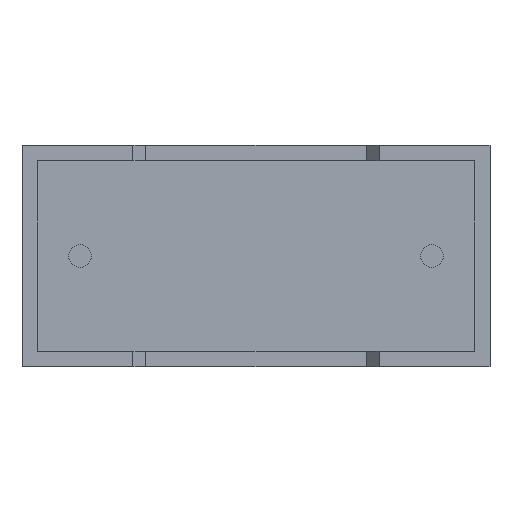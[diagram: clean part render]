
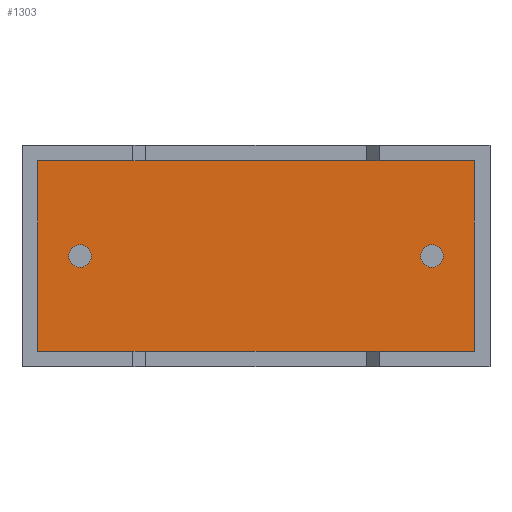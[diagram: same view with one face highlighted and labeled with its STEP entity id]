
A CAD part, front view. The second image highlights one B-rep face of the part: STEP entity #1303.
In plain terms, the highlighted planar face has unit normal (0, -1, 0).
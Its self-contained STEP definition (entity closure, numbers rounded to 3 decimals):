
#76 = EDGE_LOOP ( 'NONE', ( #1936, #1317 ) ) ;
#95 = CIRCLE ( 'NONE', #887, 0.325 ) ;
#123 = ORIENTED_EDGE ( 'NONE', *, *, #845, .T. ) ;
#139 = CIRCLE ( 'NONE', #784, 0.325 ) ;
#172 = DIRECTION ( 'NONE',  ( 0., -1., 0. ) ) ;
#199 = ORIENTED_EDGE ( 'NONE', *, *, #2316, .F. ) ;
#231 = ORIENTED_EDGE ( 'NONE', *, *, #698, .T. ) ;
#350 = CARTESIAN_POINT ( 'NONE',  ( 0.443, 0.75, 0.443 ) ) ;
#368 = CARTESIAN_POINT ( 'NONE',  ( 1.65, 0.75, 3.15 ) ) ;
#391 = AXIS2_PLACEMENT_3D ( 'NONE', #990, #1459, #2618 ) ;
#413 = CARTESIAN_POINT ( 'NONE',  ( 0., 0.75, 0. ) ) ;
#427 = AXIS2_PLACEMENT_3D ( 'NONE', #413, #172, #2770 ) ;
#448 = DIRECTION ( 'NONE',  ( 0., 0., -1. ) ) ;
#461 = CARTESIAN_POINT ( 'NONE',  ( 12.857, 0.75, 0.443 ) ) ;
#500 = VERTEX_POINT ( 'NONE', #2442 ) ;
#653 = CARTESIAN_POINT ( 'NONE',  ( 1.65, 0.75, 3.475 ) ) ;
#695 = LINE ( 'NONE', #461, #1085 ) ;
#698 = EDGE_CURVE ( 'NONE', #2305, #500, #2478, .T. ) ;
#784 = AXIS2_PLACEMENT_3D ( 'NONE', #2567, #1583, #448 ) ;
#845 = EDGE_CURVE ( 'NONE', #969, #858, #913, .T. ) ;
#852 = EDGE_CURVE ( 'NONE', #2135, #1604, #95, .T. ) ;
#858 = VERTEX_POINT ( 'NONE', #2190 ) ;
#887 = AXIS2_PLACEMENT_3D ( 'NONE', #2302, #896, #2051 ) ;
#896 = DIRECTION ( 'NONE',  ( 0., -1., 0. ) ) ;
#913 = LINE ( 'NONE', #1854, #2377 ) ;
#926 = VECTOR ( 'NONE', #1294, 1000. ) ;
#969 = VERTEX_POINT ( 'NONE', #2589 ) ;
#990 = CARTESIAN_POINT ( 'NONE',  ( 11.65, 0.75, 3.15 ) ) ;
#1052 = LINE ( 'NONE', #1273, #926 ) ;
#1070 = CARTESIAN_POINT ( 'NONE',  ( 11.65, 0.75, 3.475 ) ) ;
#1085 = VECTOR ( 'NONE', #2117, 1000. ) ;
#1147 = FACE_OUTER_BOUND ( 'NONE', #2022, .T. ) ;
#1158 = PLANE ( 'NONE',  #427 ) ;
#1255 = VERTEX_POINT ( 'NONE', #653 ) ;
#1273 = CARTESIAN_POINT ( 'NONE',  ( 0.443, 0.75, 5.857 ) ) ;
#1294 = DIRECTION ( 'NONE',  ( 0., 0., -1. ) ) ;
#1303 = ADVANCED_FACE ( 'NONE', ( #2559, #1147, #2986 ), #1158, .T. ) ;
#1317 = ORIENTED_EDGE ( 'NONE', *, *, #2058, .F. ) ;
#1332 = DIRECTION ( 'NONE',  ( 0., -1., 0. ) ) ;
#1443 = ORIENTED_EDGE ( 'NONE', *, *, #2569, .T. ) ;
#1459 = DIRECTION ( 'NONE',  ( 0., -1., 0. ) ) ;
#1470 = AXIS2_PLACEMENT_3D ( 'NONE', #368, #1332, #1755 ) ;
#1500 = EDGE_CURVE ( 'NONE', #858, #2305, #1052, .T. ) ;
#1546 = EDGE_LOOP ( 'NONE', ( #2391, #199 ) ) ;
#1581 = DIRECTION ( 'NONE',  ( -1., 0., 0. ) ) ;
#1583 = DIRECTION ( 'NONE',  ( 0., -1., 0. ) ) ;
#1604 = VERTEX_POINT ( 'NONE', #2681 ) ;
#1617 = CIRCLE ( 'NONE', #391, 0.325 ) ;
#1755 = DIRECTION ( 'NONE',  ( 0., 0., -1. ) ) ;
#1854 = CARTESIAN_POINT ( 'NONE',  ( 12.857, 0.75, 5.857 ) ) ;
#1936 = ORIENTED_EDGE ( 'NONE', *, *, #2530, .F. ) ;
#2001 = DIRECTION ( 'NONE',  ( 1., 0., 0. ) ) ;
#2022 = EDGE_LOOP ( 'NONE', ( #2204, #231, #1443, #123 ) ) ;
#2051 = DIRECTION ( 'NONE',  ( 0., 0., -1. ) ) ;
#2056 = VERTEX_POINT ( 'NONE', #2286 ) ;
#2058 = EDGE_CURVE ( 'NONE', #2056, #1255, #2108, .T. ) ;
#2108 = CIRCLE ( 'NONE', #1470, 0.325 ) ;
#2117 = DIRECTION ( 'NONE',  ( 0., 0., 1. ) ) ;
#2135 = VERTEX_POINT ( 'NONE', #1070 ) ;
#2190 = CARTESIAN_POINT ( 'NONE',  ( 0.443, 0.75, 5.857 ) ) ;
#2204 = ORIENTED_EDGE ( 'NONE', *, *, #1500, .T. ) ;
#2286 = CARTESIAN_POINT ( 'NONE',  ( 1.65, 0.75, 2.825 ) ) ;
#2302 = CARTESIAN_POINT ( 'NONE',  ( 11.65, 0.75, 3.15 ) ) ;
#2305 = VERTEX_POINT ( 'NONE', #2323 ) ;
#2316 = EDGE_CURVE ( 'NONE', #1604, #2135, #1617, .T. ) ;
#2323 = CARTESIAN_POINT ( 'NONE',  ( 0.443, 0.75, 0.443 ) ) ;
#2377 = VECTOR ( 'NONE', #1581, 1000. ) ;
#2391 = ORIENTED_EDGE ( 'NONE', *, *, #852, .F. ) ;
#2442 = CARTESIAN_POINT ( 'NONE',  ( 12.857, 0.75, 0.443 ) ) ;
#2478 = LINE ( 'NONE', #350, #2759 ) ;
#2530 = EDGE_CURVE ( 'NONE', #1255, #2056, #139, .T. ) ;
#2559 = FACE_BOUND ( 'NONE', #1546, .T. ) ;
#2567 = CARTESIAN_POINT ( 'NONE',  ( 1.65, 0.75, 3.15 ) ) ;
#2569 = EDGE_CURVE ( 'NONE', #500, #969, #695, .T. ) ;
#2589 = CARTESIAN_POINT ( 'NONE',  ( 12.857, 0.75, 5.857 ) ) ;
#2618 = DIRECTION ( 'NONE',  ( 0., 0., -1. ) ) ;
#2681 = CARTESIAN_POINT ( 'NONE',  ( 11.65, 0.75, 2.825 ) ) ;
#2759 = VECTOR ( 'NONE', #2001, 1000. ) ;
#2770 = DIRECTION ( 'NONE',  ( 0., 0., -1. ) ) ;
#2986 = FACE_BOUND ( 'NONE', #76, .T. ) ;
